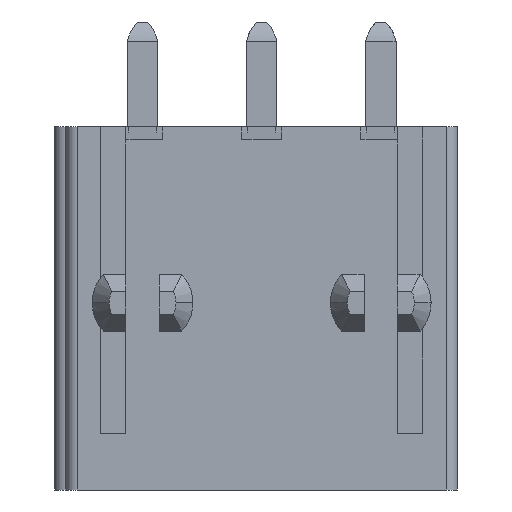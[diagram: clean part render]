
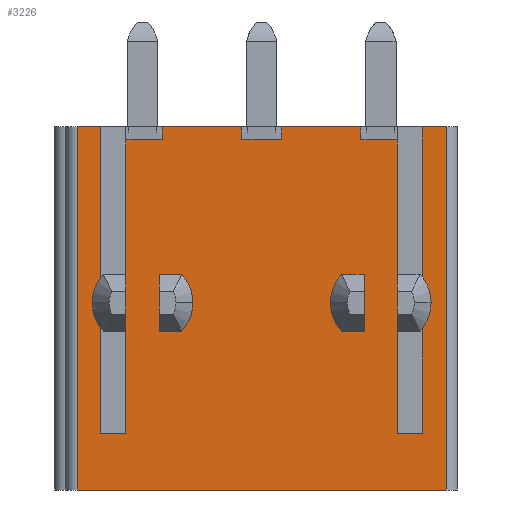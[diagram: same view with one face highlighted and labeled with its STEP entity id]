
A CAD part, front view. The second image highlights one B-rep face of the part: STEP entity #3226.
In plain terms, the highlighted planar face has unit normal (0, -1, 0).
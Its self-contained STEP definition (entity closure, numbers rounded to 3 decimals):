
#311=DIRECTION('',(1.,0.,0.));
#312=VECTOR('',#311,1.4);
#313=CARTESIAN_POINT('',(-3.771,-1.601,12.371));
#314=LINE('',#313,#312);
#335=DIRECTION('',(0.,0.,1.));
#336=VECTOR('',#335,10.371);
#337=CARTESIAN_POINT('',(1.714,-1.601,2.));
#338=LINE('',#337,#336);
#339=DIRECTION('',(-1.,0.,0.));
#340=VECTOR('',#339,0.89);
#341=CARTESIAN_POINT('',(2.604,-1.601,2.));
#342=LINE('',#341,#340);
#343=DIRECTION('',(-1.,0.,0.));
#344=VECTOR('',#343,0.825);
#345=CARTESIAN_POINT('',(3.429,-1.601,12.8));
#346=LINE('',#345,#344);
#347=DIRECTION('',(1.,0.,0.));
#348=VECTOR('',#347,13.);
#349=CARTESIAN_POINT('',(-9.571,-1.601,0.));
#350=LINE('',#349,#348);
#351=DIRECTION('',(-1.,0.,0.));
#352=VECTOR('',#351,0.825);
#353=CARTESIAN_POINT('',(-8.746,-1.601,12.8));
#354=LINE('',#353,#352);
#355=DIRECTION('',(0.,0.,1.));
#356=VECTOR('',#355,10.8);
#357=CARTESIAN_POINT('',(-8.746,-1.601,2.));
#358=LINE('',#357,#356);
#359=DIRECTION('',(-1.,0.,0.));
#360=VECTOR('',#359,0.89);
#361=CARTESIAN_POINT('',(-7.856,-1.601,2.));
#362=LINE('',#361,#360);
#363=DIRECTION('',(0.,0.,-1.));
#364=VECTOR('',#363,10.371);
#365=CARTESIAN_POINT('',(-7.856,-1.601,12.371));
#366=LINE('',#365,#364);
#367=DIRECTION('',(0.,0.,-1.));
#368=VECTOR('',#367,0.429);
#369=CARTESIAN_POINT('',(-6.571,-1.601,12.8));
#370=LINE('',#369,#368);
#371=DIRECTION('',(-1.,0.,0.));
#372=VECTOR('',#371,2.8);
#373=CARTESIAN_POINT('',(-3.771,-1.601,12.8));
#374=LINE('',#373,#372);
#375=DIRECTION('',(0.,0.,-1.));
#376=VECTOR('',#375,0.429);
#377=CARTESIAN_POINT('',(-2.371,-1.601,12.8));
#378=LINE('',#377,#376);
#379=DIRECTION('',(-1.,0.,0.));
#380=VECTOR('',#379,2.8);
#381=CARTESIAN_POINT('',(0.429,-1.601,12.8));
#382=LINE('',#381,#380);
#383=DIRECTION('',(1.,0.,0.));
#384=VECTOR('',#383,0.499);
#385=CARTESIAN_POINT('',(0.045,-1.601,7.6));
#386=LINE('',#385,#384);
#387=CARTESIAN_POINT('',(1.129,-1.601,6.6));
#388=DIRECTION('',(0.,1.,0.));
#389=DIRECTION('',(-1.,0.,0.));
#390=AXIS2_PLACEMENT_3D('',#387,#388,#389);
#392=CARTESIAN_POINT('',(1.129,-1.601,6.6));
#393=DIRECTION('',(0.,1.,0.));
#394=DIRECTION('',(-0.735,0.,-0.678));
#395=AXIS2_PLACEMENT_3D('',#392,#393,#394);
#397=DIRECTION('',(-1.,0.,0.));
#398=VECTOR('',#397,0.499);
#399=CARTESIAN_POINT('',(0.544,-1.601,5.6));
#400=LINE('',#399,#398);
#401=CARTESIAN_POINT('',(-7.271,-1.601,6.6));
#402=DIRECTION('',(0.,1.,0.));
#403=DIRECTION('',(1.,0.,0.));
#404=AXIS2_PLACEMENT_3D('',#401,#402,#403);
#406=CARTESIAN_POINT('',(-7.271,-1.601,6.6));
#407=DIRECTION('',(0.,1.,0.));
#408=DIRECTION('',(0.735,0.,0.678));
#409=AXIS2_PLACEMENT_3D('',#406,#407,#408);
#463=DIRECTION('',(1.,0.,0.));
#464=VECTOR('',#463,1.285);
#465=CARTESIAN_POINT('',(0.429,-1.601,12.371));
#466=LINE('',#465,#464);
#479=DIRECTION('',(0.,0.,-1.));
#480=VECTOR('',#479,0.429);
#481=CARTESIAN_POINT('',(0.429,-1.601,12.8));
#482=LINE('',#481,#480);
#524=DIRECTION('',(0.,0.,1.));
#525=VECTOR('',#524,10.8);
#526=CARTESIAN_POINT('',(2.604,-1.601,2.));
#527=LINE('',#526,#525);
#675=DIRECTION('',(0.,0.,-1.));
#676=VECTOR('',#675,12.8);
#677=CARTESIAN_POINT('',(3.429,-1.601,12.8));
#678=LINE('',#677,#676);
#699=DIRECTION('',(0.,0.,1.));
#700=VECTOR('',#699,12.8);
#701=CARTESIAN_POINT('',(-9.571,-1.601,0.));
#702=LINE('',#701,#700);
#945=DIRECTION('',(1.,0.,0.));
#946=VECTOR('',#945,1.285);
#947=CARTESIAN_POINT('',(-7.856,-1.601,12.371));
#948=LINE('',#947,#946);
#1021=DIRECTION('',(0.,0.,-1.));
#1022=VECTOR('',#1021,0.429);
#1023=CARTESIAN_POINT('',(-3.771,-1.601,12.8));
#1024=LINE('',#1023,#1022);
#1147=DIRECTION('',(0.,0.,1.));
#1148=VECTOR('',#1147,2.);
#1149=CARTESIAN_POINT('',(0.544,-1.601,5.6));
#1150=LINE('',#1149,#1148);
#1183=DIRECTION('',(1.,0.,0.));
#1184=VECTOR('',#1183,0.499);
#1185=CARTESIAN_POINT('',(-6.686,-1.601,5.6));
#1186=LINE('',#1185,#1184);
#1199=DIRECTION('',(-1.,0.,0.));
#1200=VECTOR('',#1199,0.499);
#1201=CARTESIAN_POINT('',(-6.187,-1.601,7.6));
#1202=LINE('',#1201,#1200);
#1297=DIRECTION('',(0.,0.,-1.));
#1298=VECTOR('',#1297,2.);
#1299=CARTESIAN_POINT('',(-6.686,-1.601,7.6));
#1300=LINE('',#1299,#1298);
#2151=CARTESIAN_POINT('',(2.604,-1.601,2.));
#2152=CARTESIAN_POINT('',(1.714,-1.601,2.));
#2153=VERTEX_POINT('',#2151);
#2154=VERTEX_POINT('',#2152);
#2155=CARTESIAN_POINT('',(2.604,-1.601,12.8));
#2156=VERTEX_POINT('',#2155);
#2157=CARTESIAN_POINT('',(3.429,-1.601,12.8));
#2158=VERTEX_POINT('',#2157);
#2159=CARTESIAN_POINT('',(3.429,-1.601,0.));
#2160=VERTEX_POINT('',#2159);
#2161=CARTESIAN_POINT('',(-9.571,-1.601,0.));
#2162=VERTEX_POINT('',#2161);
#2163=CARTESIAN_POINT('',(-9.571,-1.601,12.8));
#2164=VERTEX_POINT('',#2163);
#2165=CARTESIAN_POINT('',(-8.746,-1.601,12.8));
#2166=VERTEX_POINT('',#2165);
#2167=CARTESIAN_POINT('',(-8.746,-1.601,2.));
#2168=VERTEX_POINT('',#2167);
#2169=CARTESIAN_POINT('',(-7.856,-1.601,2.));
#2170=VERTEX_POINT('',#2169);
#2171=CARTESIAN_POINT('',(-7.856,-1.601,12.371));
#2172=VERTEX_POINT('',#2171);
#2173=CARTESIAN_POINT('',(-6.571,-1.601,12.371));
#2174=VERTEX_POINT('',#2173);
#2175=CARTESIAN_POINT('',(-6.571,-1.601,12.8));
#2176=VERTEX_POINT('',#2175);
#2177=CARTESIAN_POINT('',(-3.771,-1.601,12.8));
#2178=VERTEX_POINT('',#2177);
#2179=CARTESIAN_POINT('',(-3.771,-1.601,12.371));
#2180=VERTEX_POINT('',#2179);
#2181=CARTESIAN_POINT('',(-2.371,-1.601,12.371));
#2182=VERTEX_POINT('',#2181);
#2183=CARTESIAN_POINT('',(-2.371,-1.601,12.8));
#2184=VERTEX_POINT('',#2183);
#2185=CARTESIAN_POINT('',(0.429,-1.601,12.8));
#2186=VERTEX_POINT('',#2185);
#2187=CARTESIAN_POINT('',(0.429,-1.601,12.371));
#2188=VERTEX_POINT('',#2187);
#2189=CARTESIAN_POINT('',(1.714,-1.601,12.371));
#2190=VERTEX_POINT('',#2189);
#2191=CARTESIAN_POINT('',(-0.346,-1.601,6.6));
#2192=CARTESIAN_POINT('',(0.045,-1.601,7.6));
#2193=VERTEX_POINT('',#2191);
#2194=VERTEX_POINT('',#2192);
#2195=CARTESIAN_POINT('',(0.045,-1.601,5.6));
#2196=VERTEX_POINT('',#2195);
#2197=CARTESIAN_POINT('',(0.544,-1.601,5.6));
#2198=VERTEX_POINT('',#2197);
#2199=CARTESIAN_POINT('',(0.544,-1.601,7.6));
#2200=VERTEX_POINT('',#2199);
#2201=CARTESIAN_POINT('',(-5.796,-1.601,6.6));
#2202=CARTESIAN_POINT('',(-6.187,-1.601,5.6));
#2203=VERTEX_POINT('',#2201);
#2204=VERTEX_POINT('',#2202);
#2205=CARTESIAN_POINT('',(-6.187,-1.601,7.6));
#2206=VERTEX_POINT('',#2205);
#2207=CARTESIAN_POINT('',(-6.686,-1.601,7.6));
#2208=VERTEX_POINT('',#2207);
#2209=CARTESIAN_POINT('',(-6.686,-1.601,5.6));
#2210=VERTEX_POINT('',#2209);
#3162=CARTESIAN_POINT('',(3.829,-1.601,14.08));
#3163=DIRECTION('',(0.,1.,0.));
#3164=DIRECTION('',(-1.,0.,0.));
#3165=AXIS2_PLACEMENT_3D('',#3162,#3163,#3164);
#3166=PLANE('',#3165);
#3168=ORIENTED_EDGE('',*,*,#3167,.F.);
#3170=ORIENTED_EDGE('',*,*,#3169,.F.);
#3172=ORIENTED_EDGE('',*,*,#3171,.T.);
#3173=ORIENTED_EDGE('',*,*,#3012,.F.);
#3175=ORIENTED_EDGE('',*,*,#3174,.T.);
#3176=ORIENTED_EDGE('',*,*,#2835,.F.);
#3178=ORIENTED_EDGE('',*,*,#3177,.T.);
#3179=ORIENTED_EDGE('',*,*,#2985,.F.);
#3181=ORIENTED_EDGE('',*,*,#3180,.F.);
#3183=ORIENTED_EDGE('',*,*,#3182,.F.);
#3185=ORIENTED_EDGE('',*,*,#3184,.F.);
#3187=ORIENTED_EDGE('',*,*,#3186,.T.);
#3189=ORIENTED_EDGE('',*,*,#3188,.F.);
#3190=ORIENTED_EDGE('',*,*,#2961,.F.);
#3192=ORIENTED_EDGE('',*,*,#3191,.T.);
#3193=ORIENTED_EDGE('',*,*,#3126,.T.);
#3194=ORIENTED_EDGE('',*,*,#3111,.F.);
#3195=ORIENTED_EDGE('',*,*,#3036,.F.);
#3197=ORIENTED_EDGE('',*,*,#3196,.T.);
#3199=ORIENTED_EDGE('',*,*,#3198,.T.);
#3200=EDGE_LOOP('',(#3168,#3170,#3172,#3173,#3175,#3176,#3178,#3179,#3181,#3183,
#3185,#3187,#3189,#3190,#3192,#3193,#3194,#3195,#3197,#3199));
#3201=FACE_OUTER_BOUND('',#3200,.F.);
#3203=ORIENTED_EDGE('',*,*,#3202,.F.);
#3205=ORIENTED_EDGE('',*,*,#3204,.F.);
#3207=ORIENTED_EDGE('',*,*,#3206,.F.);
#3209=ORIENTED_EDGE('',*,*,#3208,.F.);
#3211=ORIENTED_EDGE('',*,*,#3210,.T.);
#3212=EDGE_LOOP('',(#3203,#3205,#3207,#3209,#3211));
#3213=FACE_BOUND('',#3212,.F.);
#3215=ORIENTED_EDGE('',*,*,#3214,.T.);
#3217=ORIENTED_EDGE('',*,*,#3216,.F.);
#3219=ORIENTED_EDGE('',*,*,#3218,.F.);
#3221=ORIENTED_EDGE('',*,*,#3220,.T.);
#3223=ORIENTED_EDGE('',*,*,#3222,.T.);
#3224=EDGE_LOOP('',(#3215,#3217,#3219,#3221,#3223));
#3225=FACE_BOUND('',#3224,.F.);
#3226=ADVANCED_FACE('',(#3201,#3213,#3225),#3166,.F.);
#391=CIRCLE('',#390,1.475);
#396=CIRCLE('',#395,1.475);
#405=CIRCLE('',#404,1.475);
#410=CIRCLE('',#409,1.475);
#2835=EDGE_CURVE('',#2162,#2160,#350,.T.);
#2961=EDGE_CURVE('',#2178,#2176,#374,.T.);
#2985=EDGE_CURVE('',#2166,#2164,#354,.T.);
#3012=EDGE_CURVE('',#2158,#2156,#346,.T.);
#3036=EDGE_CURVE('',#2186,#2184,#382,.T.);
#3111=EDGE_CURVE('',#2184,#2182,#378,.T.);
#3126=EDGE_CURVE('',#2180,#2182,#314,.T.);
#3167=EDGE_CURVE('',#2154,#2190,#338,.T.);
#3169=EDGE_CURVE('',#2153,#2154,#342,.T.);
#3171=EDGE_CURVE('',#2153,#2156,#527,.T.);
#3174=EDGE_CURVE('',#2158,#2160,#678,.T.);
#3177=EDGE_CURVE('',#2162,#2164,#702,.T.);
#3180=EDGE_CURVE('',#2168,#2166,#358,.T.);
#3182=EDGE_CURVE('',#2170,#2168,#362,.T.);
#3184=EDGE_CURVE('',#2172,#2170,#366,.T.);
#3186=EDGE_CURVE('',#2172,#2174,#948,.T.);
#3188=EDGE_CURVE('',#2176,#2174,#370,.T.);
#3191=EDGE_CURVE('',#2178,#2180,#1024,.T.);
#3196=EDGE_CURVE('',#2186,#2188,#482,.T.);
#3198=EDGE_CURVE('',#2188,#2190,#466,.T.);
#3202=EDGE_CURVE('',#2194,#2200,#386,.T.);
#3204=EDGE_CURVE('',#2193,#2194,#391,.T.);
#3206=EDGE_CURVE('',#2196,#2193,#396,.T.);
#3208=EDGE_CURVE('',#2198,#2196,#400,.T.);
#3210=EDGE_CURVE('',#2198,#2200,#1150,.T.);
#3214=EDGE_CURVE('',#2210,#2204,#1186,.T.);
#3216=EDGE_CURVE('',#2203,#2204,#405,.T.);
#3218=EDGE_CURVE('',#2206,#2203,#410,.T.);
#3220=EDGE_CURVE('',#2206,#2208,#1202,.T.);
#3222=EDGE_CURVE('',#2208,#2210,#1300,.T.);
